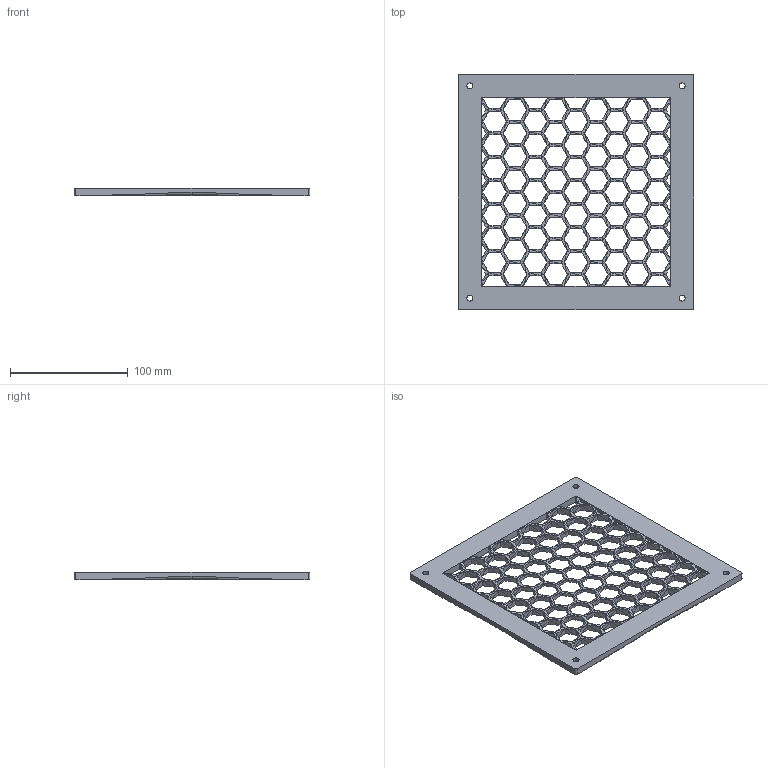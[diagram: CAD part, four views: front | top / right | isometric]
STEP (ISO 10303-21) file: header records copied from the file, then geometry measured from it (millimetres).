
FILE_DESCRIPTION(/* description */ (''),/* implementation_level */ '2;1');
FILE_NAME(/* name */ 'FrameTop.step',/* time_stamp */ '2020-02-22T22:37:51+01:00',/* author */ (''),/* organization */ (''),/* preprocessor_version */ 'ST-DEVELOPER v18',/* originating_system */ 'Autodesk Translation Framework v8.12.0.6',/* authorisation */ '');
FILE_SCHEMA (('AUTOMOTIVE_DESIGN { 1 0 10303 214 3 1 1 }'));
Length unit declared in the file: millimetre
Products named in the file (2): FrameTop; HexMesh
Assembly tree (1 placements, depth 2):
  FrameTop
    HexMesh
Bounding box: 200 x 200 x 6.03 mm (x, y, z)
Volume: 114274.1 mm3; surface area: 72792.9 mm2
Topology: 2 solids, 2 shells, 1884 faces, 3674 edges, 1700 vertices
Faces by surface type: plane 1846, bspline 26, cylinder 12
Full cylindrical faces by diameter (mm): 5.2 x4, 11 x4
Entity records: 49192 total; most frequent: CARTESIAN_POINT 14258, ORIENTED_EDGE 7348, DIRECTION 6366, EDGE_CURVE 3674, LINE 2588, VECTOR 2588, EDGE_LOOP 1934, AXIS2_PLACEMENT_3D 1889
